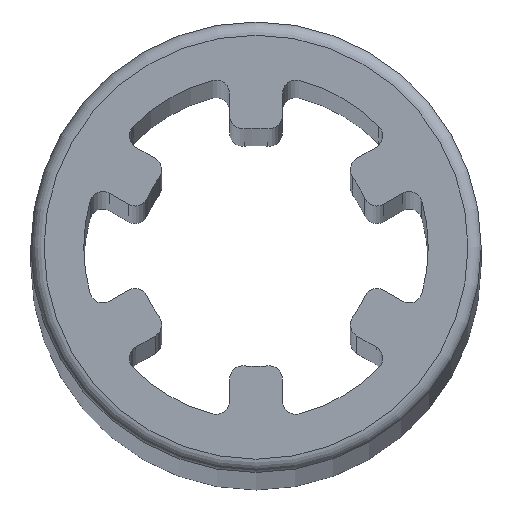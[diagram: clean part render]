
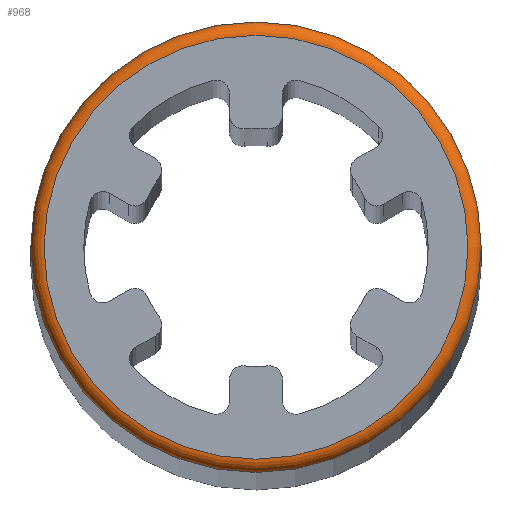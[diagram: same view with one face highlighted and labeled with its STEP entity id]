
A CAD part, top view. The second image highlights one B-rep face of the part: STEP entity #968.
In plain terms, the highlighted toroidal (fillet/blend) face has major radius 4 mm and minor radius 0.25 mm.
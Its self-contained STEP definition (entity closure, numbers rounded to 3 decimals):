
#217=FACE_OUTER_BOUND('',#271,.T.);
#271=EDGE_LOOP('',(#715,#716,#717,#718,#719,#720));
#325=CIRCLE('',#1043,4.25);
#326=CIRCLE('',#1044,4.25);
#363=CIRCLE('',#1083,4.);
#364=CIRCLE('',#1084,0.25);
#365=CIRCLE('',#1085,4.);
#404=VERTEX_POINT('',#1520);
#405=VERTEX_POINT('',#1521);
#454=VERTEX_POINT('',#1623);
#455=VERTEX_POINT('',#1624);
#507=EDGE_CURVE('',#404,#405,#325,.T.);
#509=EDGE_CURVE('',#405,#404,#326,.T.);
#558=EDGE_CURVE('',#454,#455,#363,.T.);
#559=EDGE_CURVE('',#455,#405,#364,.T.);
#560=EDGE_CURVE('',#455,#454,#365,.T.);
#715=ORIENTED_EDGE('',*,*,#558,.T.);
#716=ORIENTED_EDGE('',*,*,#559,.T.);
#717=ORIENTED_EDGE('',*,*,#509,.T.);
#718=ORIENTED_EDGE('',*,*,#507,.T.);
#719=ORIENTED_EDGE('',*,*,#559,.F.);
#720=ORIENTED_EDGE('',*,*,#560,.T.);
#964=TOROIDAL_SURFACE('',#1082,4.,0.25);
#968=ADVANCED_FACE('',(#217),#964,.T.);
#1043=AXIS2_PLACEMENT_3D('',#1522,#1183,#1184);
#1044=AXIS2_PLACEMENT_3D('',#1524,#1186,#1187);
#1082=AXIS2_PLACEMENT_3D('',#1622,#1274,#1275);
#1083=AXIS2_PLACEMENT_3D('',#1625,#1276,#1277);
#1084=AXIS2_PLACEMENT_3D('',#1626,#1278,#1279);
#1085=AXIS2_PLACEMENT_3D('',#1627,#1280,#1281);
#1183=DIRECTION('center_axis',(0.,0.,1.));
#1184=DIRECTION('ref_axis',(-1.,0.,0.));
#1186=DIRECTION('center_axis',(0.,0.,1.));
#1187=DIRECTION('ref_axis',(-1.,0.,0.));
#1274=DIRECTION('center_axis',(0.,0.,1.));
#1275=DIRECTION('ref_axis',(1.,0.,0.));
#1276=DIRECTION('center_axis',(0.,0.,-1.));
#1277=DIRECTION('ref_axis',(-1.,0.,0.));
#1278=DIRECTION('center_axis',(0.,-1.,0.));
#1279=DIRECTION('ref_axis',(-1.,0.,0.));
#1280=DIRECTION('center_axis',(0.,0.,-1.));
#1281=DIRECTION('ref_axis',(-1.,0.,0.));
#1520=CARTESIAN_POINT('',(4.25,0.,189.75));
#1521=CARTESIAN_POINT('',(-4.25,0.,189.75));
#1522=CARTESIAN_POINT('Origin',(0.,0.,189.75));
#1524=CARTESIAN_POINT('Origin',(0.,0.,189.75));
#1622=CARTESIAN_POINT('Origin',(0.,0.,189.75));
#1623=CARTESIAN_POINT('',(4.,0.,190.));
#1624=CARTESIAN_POINT('',(-4.,0.,190.));
#1625=CARTESIAN_POINT('Origin',(0.,0.,190.));
#1626=CARTESIAN_POINT('Origin',(-4.,0.,189.75));
#1627=CARTESIAN_POINT('Origin',(0.,0.,190.));
